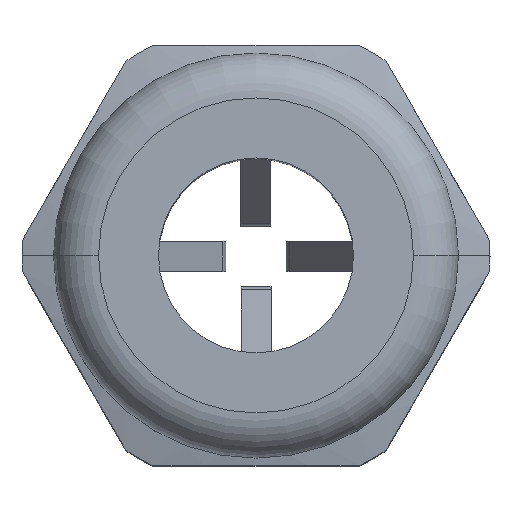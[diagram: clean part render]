
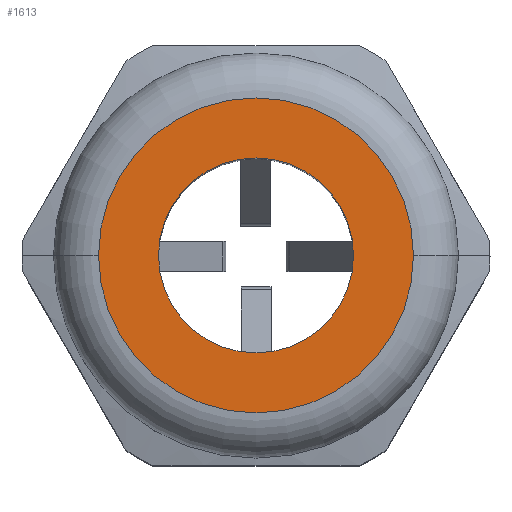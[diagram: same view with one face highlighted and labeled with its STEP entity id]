
A CAD part, top view. The second image highlights one B-rep face of the part: STEP entity #1613.
In plain terms, the highlighted planar face has unit normal (0, 0, 1).
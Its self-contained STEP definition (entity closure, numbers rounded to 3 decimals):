
#3 = AXIS2_PLACEMENT_3D ( 'NONE', #999, #998, #997 ) ;
#4 = AXIS2_PLACEMENT_3D ( 'NONE', #1002, #1001, #1000 ) ;
#156 = AXIS2_PLACEMENT_3D ( 'NONE', #338, #337, #336 ) ;
#158 = FACE_OUTER_BOUND ( 'NONE', #560, .T. ) ;
#165 = FACE_BOUND ( 'NONE', #559, .T. ) ;
#206 = AXIS2_PLACEMENT_3D ( 'NONE', #518, #517, #516 ) ;
#336 = DIRECTION ( 'NONE',  ( 1., 0., 0. ) ) ;
#337 = DIRECTION ( 'NONE',  ( 0., 0., 1. ) ) ;
#338 = CARTESIAN_POINT ( 'NONE',  ( 0., 0., 22.7 ) ) ;
#339 = PLANE ( 'NONE',  #156 ) ;
#516 = DIRECTION ( 'NONE',  ( 1., 0., 0. ) ) ;
#517 = DIRECTION ( 'NONE',  ( 0., 0., 1. ) ) ;
#518 = CARTESIAN_POINT ( 'NONE',  ( 0., 0., 22.7 ) ) ;
#542 = DIRECTION ( 'NONE',  ( 1., 0., 0. ) ) ;
#543 = DIRECTION ( 'NONE',  ( 0., 0., 1. ) ) ;
#559 = EDGE_LOOP ( 'NONE', ( #651, #653 ) ) ;
#560 = EDGE_LOOP ( 'NONE', ( #650, #654 ) ) ;
#650 = ORIENTED_EDGE ( 'NONE', *, *, #1560, .T. ) ;
#651 = ORIENTED_EDGE ( 'NONE', *, *, #1669, .F. ) ;
#653 = ORIENTED_EDGE ( 'NONE', *, *, #1552, .F. ) ;
#654 = ORIENTED_EDGE ( 'NONE', *, *, #1670, .T. ) ;
#997 = DIRECTION ( 'NONE',  ( 1., 0., 0. ) ) ;
#998 = DIRECTION ( 'NONE',  ( 0., 0., 1. ) ) ;
#999 = CARTESIAN_POINT ( 'NONE',  ( 0., 0., 22.7 ) ) ;
#1000 = DIRECTION ( 'NONE',  ( 1., 0., 0. ) ) ;
#1001 = DIRECTION ( 'NONE',  ( 0., 0., 1. ) ) ;
#1002 = CARTESIAN_POINT ( 'NONE',  ( 0., 0., 22.7 ) ) ;
#1278 = AXIS2_PLACEMENT_3D ( 'NONE', #2101, #543, #542 ) ;
#1481 = CIRCLE ( 'NONE', #3, 5.25 ) ;
#1482 = CIRCLE ( 'NONE', #4, 3.25 ) ;
#1511 = CIRCLE ( 'NONE', #206, 5.25 ) ;
#1514 = CIRCLE ( 'NONE', #1278, 3.25 ) ;
#1552 = EDGE_CURVE ( 'NONE', #2242, #2241, #1514, .T. ) ;
#1560 = EDGE_CURVE ( 'NONE', #2275, #2276, #1511, .T. ) ;
#1613 = ADVANCED_FACE ( 'NONE', ( #165, #158 ), #339, .T. ) ;
#1669 = EDGE_CURVE ( 'NONE', #2241, #2242, #1482, .T. ) ;
#1670 = EDGE_CURVE ( 'NONE', #2276, #2275, #1481, .T. ) ;
#1728 = CARTESIAN_POINT ( 'NONE',  ( -3.25, 0., 22.7 ) ) ;
#1729 = CARTESIAN_POINT ( 'NONE',  ( 3.25, 0., 22.7 ) ) ;
#2101 = CARTESIAN_POINT ( 'NONE',  ( 0., 0., 22.7 ) ) ;
#2241 = VERTEX_POINT ( 'NONE', #1729 ) ;
#2242 = VERTEX_POINT ( 'NONE', #1728 ) ;
#2275 = VERTEX_POINT ( 'NONE', #2517 ) ;
#2276 = VERTEX_POINT ( 'NONE', #2516 ) ;
#2516 = CARTESIAN_POINT ( 'NONE',  ( -5.25, 0., 22.7 ) ) ;
#2517 = CARTESIAN_POINT ( 'NONE',  ( 5.25, 0., 22.7 ) ) ;
